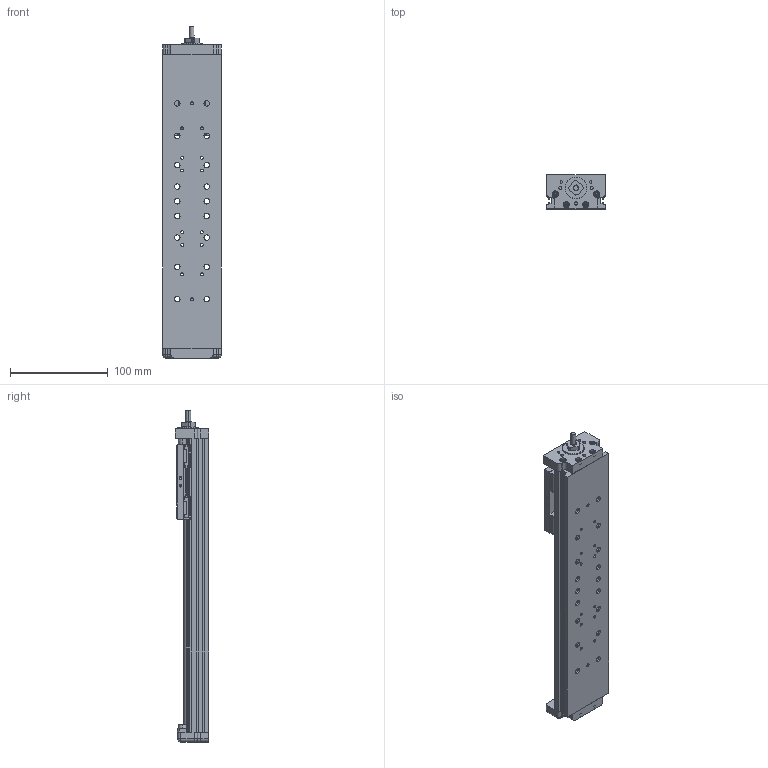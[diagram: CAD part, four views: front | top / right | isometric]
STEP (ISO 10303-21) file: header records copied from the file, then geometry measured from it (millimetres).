
FILE_DESCRIPTION (( 'STEP AP203' ), '1' );
FILE_NAME ('LAHP-33TM210B10M.step', '2020-12-09T21:59:20', ( '' ), ( '' ), 'SwSTEP 2.0', 'SolidWorks 2019', '' );
FILE_SCHEMA (( 'CONFIG_CONTROL_DESIGN' ));
Length unit declared in the file: inch
Products named in the file (3): LAHP-33TM210B10M_CARRIAGE; LAHP-33TM210B10M_BASE; LAHP-33TM210B10M
Assembly tree (2 placements, depth 2):
  LAHP-33TM210B10M
    LAHP-33TM210B10M_BASE
    LAHP-33TM210B10M_CARRIAGE
Bounding box: 60 x 34.59 x 339.06 mm (x, y, z)
Volume: 331287 mm3; surface area: 122254.3 mm2
Topology: 2 solids, 103 shells, 2926 faces, 6973 edges, 4234 vertices
Faces by surface type: plane 1362, cylinder 901, cone 540, bspline 123
Entity records: 89195 total; most frequent: CARTESIAN_POINT 20994, DIRECTION 14911, ORIENTED_EDGE 13438, EDGE_CURVE 6719, AXIS2_PLACEMENT_3D 5603, VERTEX_POINT 4234, LINE 3705, VECTOR 3705
